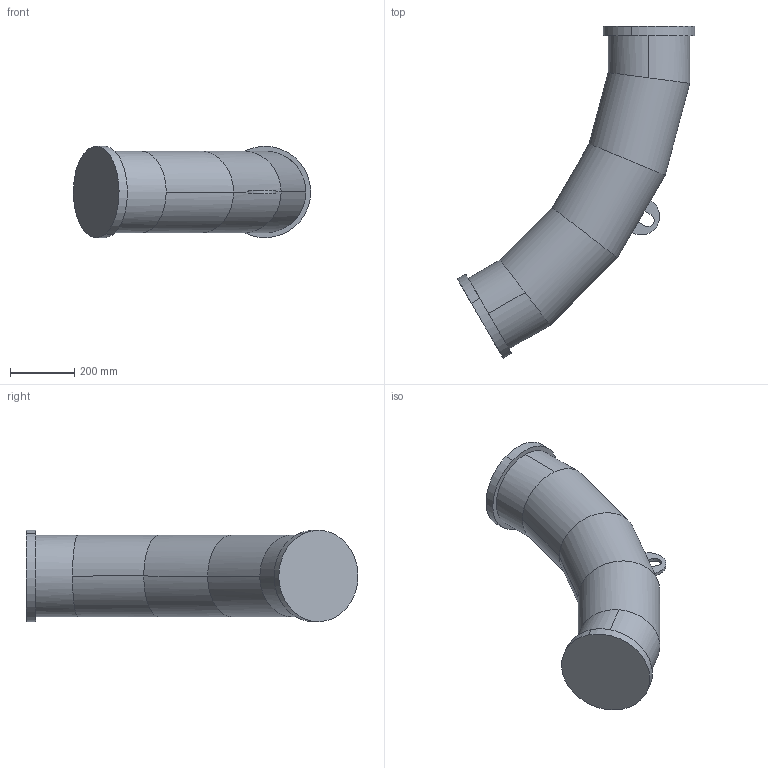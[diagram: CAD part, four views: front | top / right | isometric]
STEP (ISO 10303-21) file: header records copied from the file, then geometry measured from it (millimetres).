
FILE_DESCRIPTION (( 'STEP AP214' ), '1' );
FILE_NAME ('DN150-60-ANGLE.STEP', '2021-03-31T08:37:59', ( '' ), ( '' ), 'SwSTEP 2.0', 'SolidWorks 2017', '' );
FILE_SCHEMA (( 'AUTOMOTIVE_DESIGN' ));
Length unit declared in the file: millimetre
Products named in the file (1): DN150-60-ANGLE
Bounding box: 739.53 x 1034.32 x 284.73 mm (x, y, z)
Volume: 37945510.3 mm3; surface area: 1603136.5 mm2
Topology: 1 solids, 18 shells, 88 faces, 192 edges, 108 vertices
Faces by surface type: cone 36, plane 26, cylinder 24, torus 2
Entity records: 2286 total; most frequent: CARTESIAN_POINT 405, DIRECTION 396, ORIENTED_EDGE 320, AXIS2_PLACEMENT_3D 163, EDGE_CURVE 160, VERTEX_POINT 108, EDGE_LOOP 90, FACE_OUTER_BOUND 88
